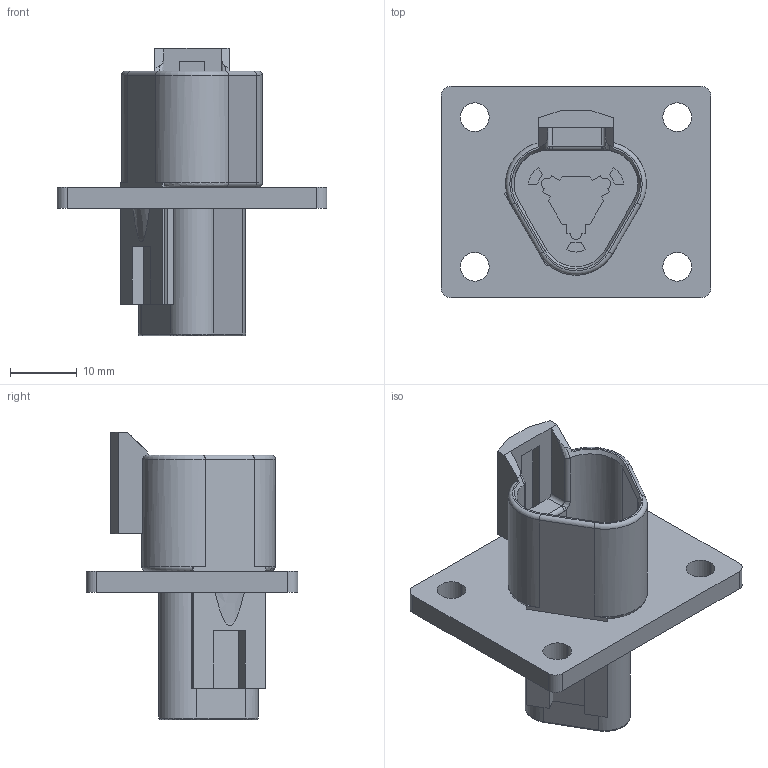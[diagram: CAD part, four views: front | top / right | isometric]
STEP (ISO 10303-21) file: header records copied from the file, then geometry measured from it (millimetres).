
FILE_DESCRIPTION((''),'2;1');
FILE_NAME('C-DT04-3P-L012','2013-06-29T',('workeradm'),('Tyco Electronics Ltd.'),'PRO/ENGINEER BY PARAMETRIC TECHNOLOGY CORPORATION, 2011490','PRO/ENGINEER BY PARAMETRIC TECHNOLOGY CORPORATION, 2011490','');
FILE_SCHEMA(('AUTOMOTIVE_DESIGN { 1 0 10303 214 1 1 1 1 }'));
Length unit declared in the file: millimetre
Products named in the file (1): C-DT04-3P-L012
Bounding box: 40.51 x 31.75 x 43.13 mm (x, y, z)
Volume: 9342 mm3; surface area: 6845.4 mm2
Topology: 1 solids, 2 shells, 181 faces, 465 edges, 300 vertices
Faces by surface type: plane 108, cylinder 54, torus 11, bspline 4, cone 4
Entity records: 6076 total; most frequent: CARTESIAN_POINT 1272, ORIENTED_EDGE 930, DIRECTION 923, EDGE_CURVE 465, VECTOR 311, LINE 311, AXIS2_PLACEMENT_3D 306, VERTEX_POINT 300
